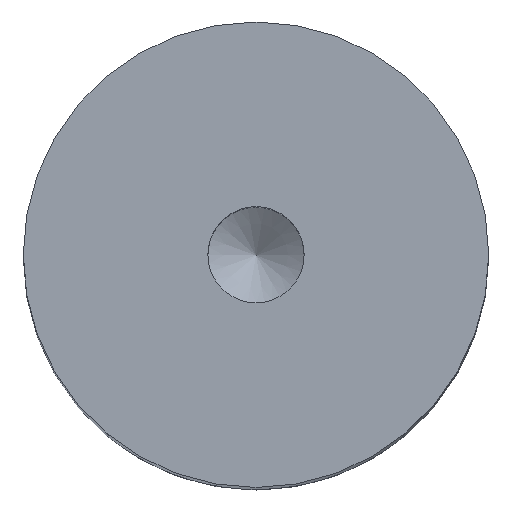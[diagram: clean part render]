
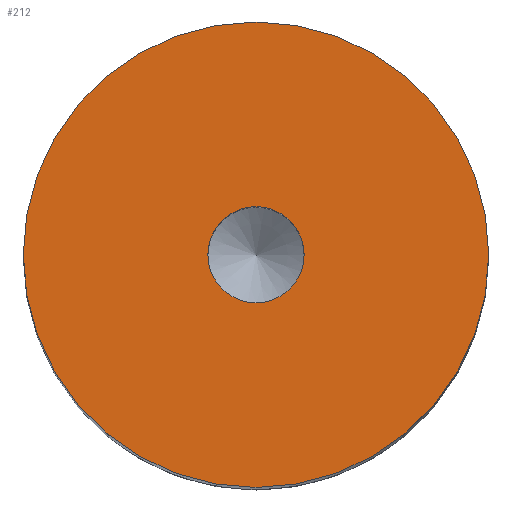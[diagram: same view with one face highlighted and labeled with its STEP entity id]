
A CAD part, top view. The second image highlights one B-rep face of the part: STEP entity #212.
In plain terms, the highlighted planar face has unit normal (0, 0, 1).
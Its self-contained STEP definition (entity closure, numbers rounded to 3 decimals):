
#178=CARTESIAN_POINT('',(2.067,0.0,62.));
#179=VERTEX_POINT('',#178);
#180=CARTESIAN_POINT('',(0.0,0.0,62.));
#181=DIRECTION('',(0.0,0.0,-1.0));
#182=DIRECTION('',(1.0,0.0,0.0));
#183=AXIS2_PLACEMENT_3D('',#180,#181,#182);
#184=CIRCLE('',#183,2.067);
#185=EDGE_CURVE('',#179,#179,#184,.T.);
#193=CARTESIAN_POINT('',(5.,0.0,62.));
#194=DIRECTION('',(0.0,0.0,1.0));
#195=DIRECTION('',(1.0,0.0,0.0));
#196=AXIS2_PLACEMENT_3D('',#193,#194,#195);
#197=PLANE('',#196);
#198=CARTESIAN_POINT('',(10.,0.0,62.0));
#199=VERTEX_POINT('',#198);
#200=CARTESIAN_POINT('',(0.0,0.0,62.0));
#201=DIRECTION('',(0.0,0.0,-1.0));
#202=DIRECTION('',(1.0,0.0,0.0));
#203=AXIS2_PLACEMENT_3D('',#200,#201,#202);
#204=CIRCLE('',#203,10.);
#205=EDGE_CURVE('',#199,#199,#204,.T.);
#206=ORIENTED_EDGE('',*,*,#205,.F.);
#207=EDGE_LOOP('',(#206));
#208=FACE_OUTER_BOUND('',#207,.T.);
#209=ORIENTED_EDGE('',*,*,#185,.T.);
#210=EDGE_LOOP('',(#209));
#211=FACE_BOUND('',#210,.T.);
#212=ADVANCED_FACE('',(#208,#211),#197,.T.);
